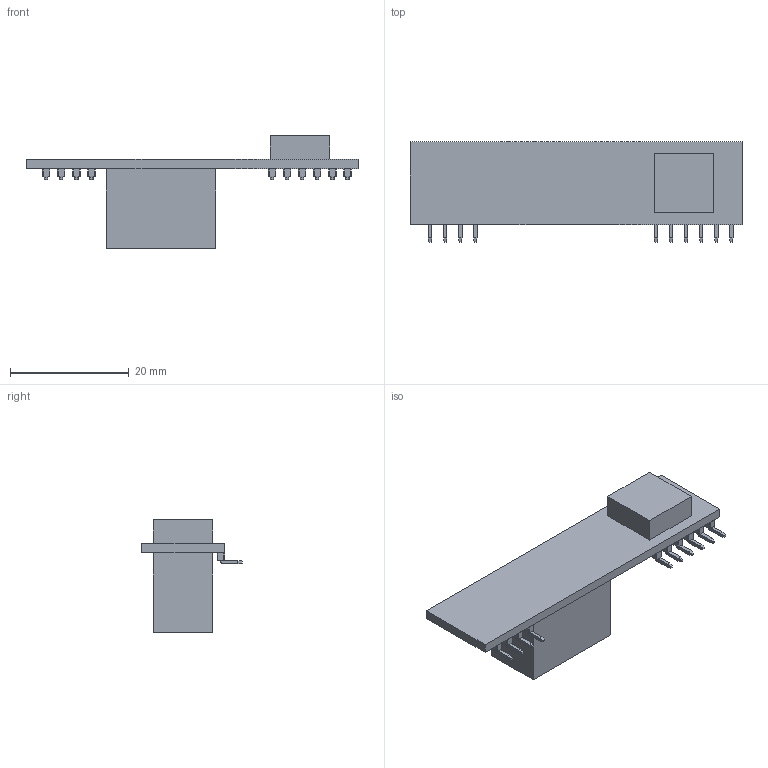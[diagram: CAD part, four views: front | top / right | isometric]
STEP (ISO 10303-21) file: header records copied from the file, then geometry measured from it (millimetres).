
FILE_DESCRIPTION (( 'STEP AP214' ), '1' );
FILE_NAME ('AG9712-2BR.STEP', '2024-04-09T08:15:08', ( '' ), ( '' ), 'SwSTEP 2.0', 'SolidWorks 2023', '' );
FILE_SCHEMA (( 'AUTOMOTIVE_DESIGN' ));
Length unit declared in the file: millimetre
Products named in the file (1): AG9712-2BR
Bounding box: 56 x 17 x 19 mm (x, y, z)
Volume: 4165.4 mm3; surface area: 3265 mm2
Topology: 22 solids, 22 shells, 227 faces, 506 edges, 324 vertices
Faces by surface type: plane 217, cylinder 10
Entity records: 8829 total; most frequent: CARTESIAN_POINT 1058, ORIENTED_EDGE 1012, DIRECTION 982, EDGE_CURVE 506, LINE 486, VECTOR 486, VERTEX_POINT 324, UNCERTAINTY_MEASURE_WITH_UNIT 250
